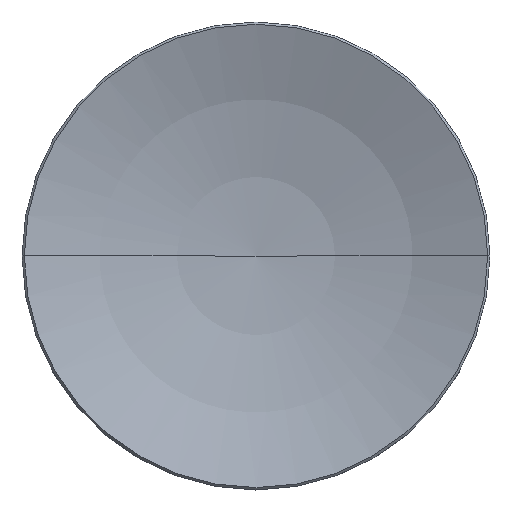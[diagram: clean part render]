
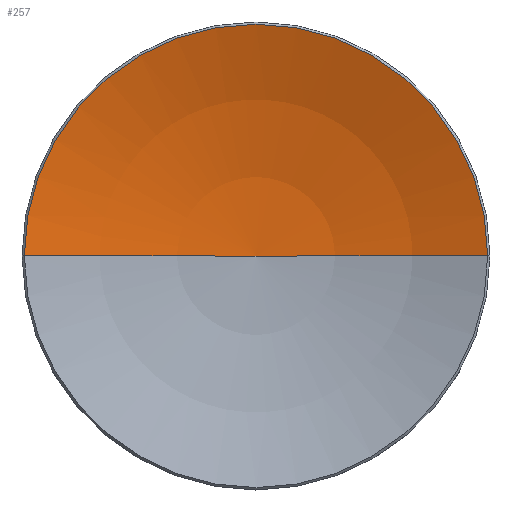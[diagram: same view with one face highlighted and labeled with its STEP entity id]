
A CAD part, top view. The second image highlights one B-rep face of the part: STEP entity #257.
In plain terms, the highlighted toroidal (fillet/blend) face has major radius 0.001 mm and minor radius 41.3 mm.
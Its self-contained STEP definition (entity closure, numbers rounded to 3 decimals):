
#10 = CIRCLE ( 'NONE', #167, 41.3 ) ;
#14 = DIRECTION ( 'NONE',  ( 1., 0., 0. ) ) ;
#22 = EDGE_CURVE ( 'NONE', #249, #136, #110, .T. ) ;
#23 = ORIENTED_EDGE ( 'NONE', *, *, #62, .T. ) ;
#44 = AXIS2_PLACEMENT_3D ( 'NONE', #182, #266, #102 ) ;
#48 = VERTEX_POINT ( 'NONE', #127 ) ;
#57 = TOROIDAL_SURFACE ( 'NONE', #234, 0.001, 41.3 ) ;
#59 = AXIS2_PLACEMENT_3D ( 'NONE', #210, #190, #189 ) ;
#61 = FACE_OUTER_BOUND ( 'NONE', #63, .T. ) ;
#62 = EDGE_CURVE ( 'NONE', #48, #249, #10, .T. ) ;
#63 = EDGE_LOOP ( 'NONE', ( #229, #23, #66 ) ) ;
#66 = ORIENTED_EDGE ( 'NONE', *, *, #22, .T. ) ;
#78 = DIRECTION ( 'NONE',  ( 0., 0., -1. ) ) ;
#84 = CARTESIAN_POINT ( 'NONE',  ( 14.856, 0., 5.264 ) ) ;
#102 = DIRECTION ( 'NONE',  ( -1., 0., 0. ) ) ;
#110 = CIRCLE ( 'NONE', #59, 14.856 ) ;
#118 = CARTESIAN_POINT ( 'NONE',  ( -14.856, 0., 5.264 ) ) ;
#127 = CARTESIAN_POINT ( 'NONE',  ( 0., 0., 2.5 ) ) ;
#130 = CIRCLE ( 'NONE', #44, 41.3 ) ;
#136 = VERTEX_POINT ( 'NONE', #118 ) ;
#167 = AXIS2_PLACEMENT_3D ( 'NONE', #263, #240, #78 ) ;
#182 = CARTESIAN_POINT ( 'NONE',  ( -0.001, 0., 43.8 ) ) ;
#189 = DIRECTION ( 'NONE',  ( 1., 0., 0. ) ) ;
#190 = DIRECTION ( 'NONE',  ( 0., 0., 1. ) ) ;
#210 = CARTESIAN_POINT ( 'NONE',  ( 0., 0., 5.264 ) ) ;
#222 = CARTESIAN_POINT ( 'NONE',  ( 0., 0., 43.8 ) ) ;
#229 = ORIENTED_EDGE ( 'NONE', *, *, #242, .F. ) ;
#234 = AXIS2_PLACEMENT_3D ( 'NONE', #222, #252, #14 ) ;
#240 = DIRECTION ( 'NONE',  ( 0., -1., 0. ) ) ;
#242 = EDGE_CURVE ( 'NONE', #48, #136, #130, .T. ) ;
#249 = VERTEX_POINT ( 'NONE', #84 ) ;
#252 = DIRECTION ( 'NONE',  ( 0., 0., 1. ) ) ;
#257 = ADVANCED_FACE ( 'NONE', ( #61 ), #57, .F. ) ;
#263 = CARTESIAN_POINT ( 'NONE',  ( 0.001, 0., 43.8 ) ) ;
#266 = DIRECTION ( 'NONE',  ( 0., 1., 0. ) ) ;
